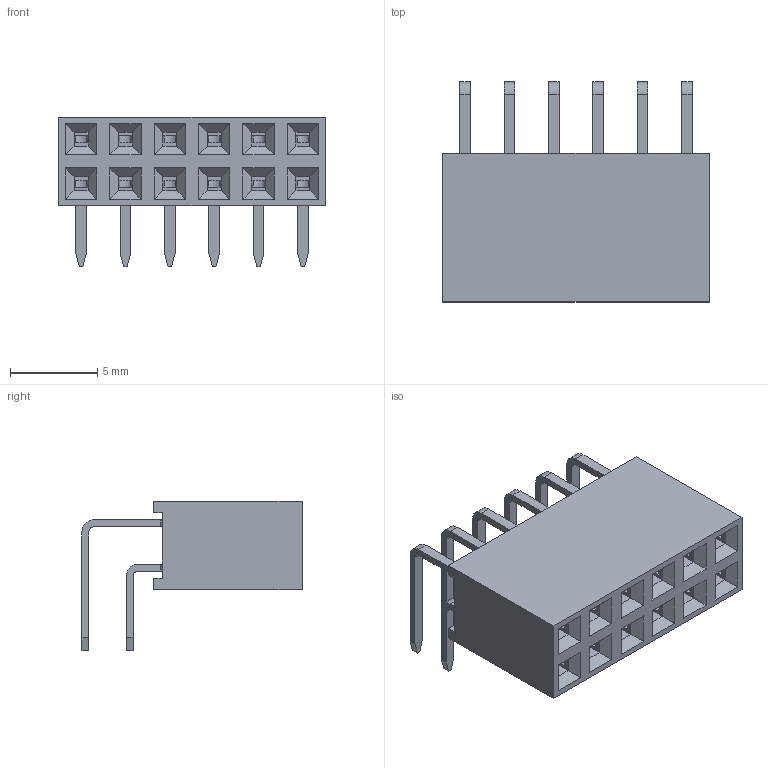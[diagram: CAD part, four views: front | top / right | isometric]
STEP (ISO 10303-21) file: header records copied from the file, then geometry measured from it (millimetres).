
FILE_DESCRIPTION(('STEP AP214'), '1');
FILE_NAME('PBD-R', '', ('UNSPECIFIED'), ('UNSPECIFIED'), 'ASCON STEP Converter 1.6', 'ASCON Math Kernel', '');
FILE_SCHEMA(('AUTOMOTIVE_DESIGN { 1 0 10303 214 3 1 1}'));
Length unit declared in the file: millimetre
Bounding box: 15.24 x 12.6 x 8.58 mm (x, y, z)
Volume: 592.3 mm3; surface area: 1166 mm2
Topology: 1 solids, 1 shells, 706 faces, 1944 edges, 1216 vertices
Faces by surface type: plane 598, cylinder 108
Entity records: 27696 total; most frequent: ORIENTED_EDGE 3888, CARTESIAN_POINT 3867, DIRECTION 3622, EDGE_CURVE 1944, LINE 1680, VECTOR 1680, VERTEX_POINT 1216, AXIS2_PLACEMENT_3D 971
